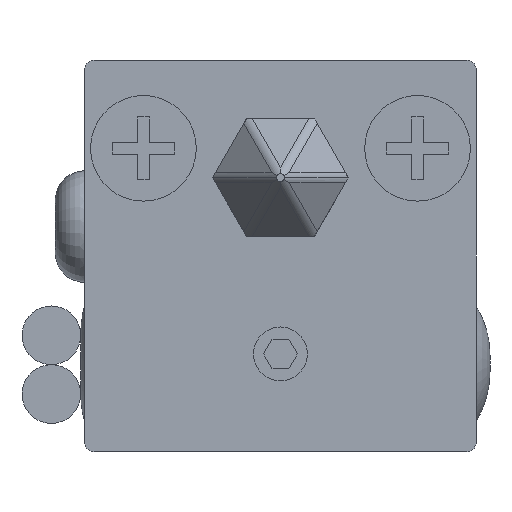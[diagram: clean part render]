
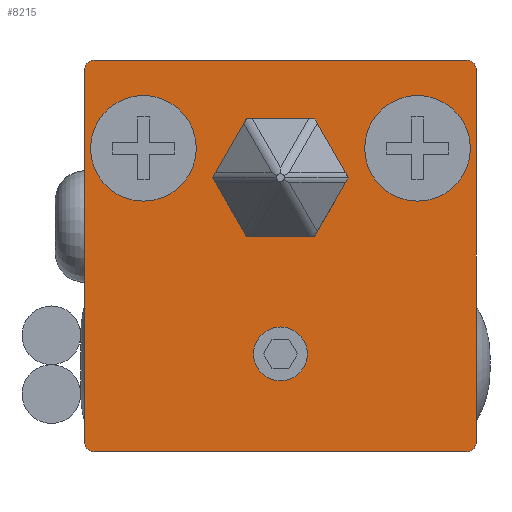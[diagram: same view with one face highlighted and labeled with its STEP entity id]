
A CAD part, front view. The second image highlights one B-rep face of the part: STEP entity #8215.
In plain terms, the highlighted planar face has unit normal (0, -1, 0).
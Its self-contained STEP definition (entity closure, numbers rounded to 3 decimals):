
#36 = DIRECTION ( 'NONE',  ( -1., 0., 0. ) ) ;
#247 = CARTESIAN_POINT ( 'NONE',  ( 7., 0., 5.5 ) ) ;
#278 = DIRECTION ( 'NONE',  ( 0., -1., 0. ) ) ;
#279 = DIRECTION ( 'NONE',  ( 0., 0., -1. ) ) ;
#283 = CARTESIAN_POINT ( 'NONE',  ( -10., 0., -10. ) ) ;
#1151 = CARTESIAN_POINT ( 'NONE',  ( 0., 0., -3.625 ) ) ;
#1184 = CARTESIAN_POINT ( 'NONE',  ( 10., 0., 9.5 ) ) ;
#1198 = CARTESIAN_POINT ( 'NONE',  ( -10., 0., -9.5 ) ) ;
#1202 = CARTESIAN_POINT ( 'NONE',  ( -10., 0., 9.5 ) ) ;
#1226 = CARTESIAN_POINT ( 'NONE',  ( 0., 0., 1. ) ) ;
#1239 = CARTESIAN_POINT ( 'NONE',  ( -7., 0., 8.2 ) ) ;
#1255 = CARTESIAN_POINT ( 'NONE',  ( 10., 0., -9.5 ) ) ;
#1349 = CARTESIAN_POINT ( 'NONE',  ( 7., 0., 2.8 ) ) ;
#1375 = CARTESIAN_POINT ( 'NONE',  ( -7., 0., 2.8 ) ) ;
#1406 = CARTESIAN_POINT ( 'NONE',  ( 9.5, 0., -10. ) ) ;
#1422 = CARTESIAN_POINT ( 'NONE',  ( 0., 0., -6.375 ) ) ;
#1424 = CARTESIAN_POINT ( 'NONE',  ( 7., 0., 8.2 ) ) ;
#1436 = CARTESIAN_POINT ( 'NONE',  ( 0., 0., 7. ) ) ;
#1492 = CARTESIAN_POINT ( 'NONE',  ( -9.5, 0., -10. ) ) ;
#1510 = CARTESIAN_POINT ( 'NONE',  ( 9.5, 0., 10. ) ) ;
#1518 = CARTESIAN_POINT ( 'NONE',  ( -9.5, 0., 10. ) ) ;
#1898 = CIRCLE ( 'NONE', #4389, 2.7 ) ;
#1927 = LINE ( 'NONE', #283, #1934 ) ;
#1934 = VECTOR ( 'NONE', #36, 1000. ) ;
#1973 = CIRCLE ( 'NONE', #4371, 0.5 ) ;
#2053 = CIRCLE ( 'NONE', #4440, 2.7 ) ;
#2068 = CIRCLE ( 'NONE', #4474, 2.7 ) ;
#2123 = EDGE_CURVE ( 'NONE', #8348, #9482, #6178, .T. ) ;
#2142 = EDGE_CURVE ( 'NONE', #8373, #9453, #6246, .T. ) ;
#2166 = EDGE_CURVE ( 'NONE', #9433, #8390, #6397, .T. ) ;
#2370 = EDGE_CURVE ( 'NONE', #9425, #9386, #1898, .T. ) ;
#2382 = EDGE_CURVE ( 'NONE', #9433, #9453, #1927, .T. ) ;
#2413 = EDGE_CURVE ( 'NONE', #9456, #8353, #1973, .T. ) ;
#2447 = EDGE_CURVE ( 'NONE', #8384, #8661, #2053, .T. ) ;
#2474 = EDGE_CURVE ( 'NONE', #9386, #9425, #2068, .T. ) ;
#2491 = EDGE_CURVE ( 'NONE', #8398, #9426, #10454, .T. ) ;
#2521 = EDGE_CURVE ( 'NONE', #9418, #8352, #10188, .T. ) ;
#2526 = EDGE_CURVE ( 'NONE', #8661, #8384, #10181, .T. ) ;
#2609 = CIRCLE ( 'NONE', #4610, 3. ) ;
#2610 = LINE ( 'NONE', #2744, #2618 ) ;
#2618 = VECTOR ( 'NONE', #2747, 1000. ) ;
#2621 = VECTOR ( 'NONE', #8674, 1000. ) ;
#2627 = LINE ( 'NONE', #8690, #2621 ) ;
#2715 = CIRCLE ( 'NONE', #4630, 1.375 ) ;
#2744 = CARTESIAN_POINT ( 'NONE',  ( -10., 0., 10. ) ) ;
#2747 = DIRECTION ( 'NONE',  ( 0., 0., 1. ) ) ;
#2809 = CARTESIAN_POINT ( 'NONE',  ( -9.5, 0., 9.5 ) ) ;
#2811 = DIRECTION ( 'NONE',  ( 0., 0., -1. ) ) ;
#2826 = DIRECTION ( 'NONE',  ( 0., -1., 0. ) ) ;
#2902 = DIRECTION ( 'NONE',  ( 0., -1., 0. ) ) ;
#2904 = DIRECTION ( 'NONE',  ( 0., 0., -1. ) ) ;
#2917 = CARTESIAN_POINT ( 'NONE',  ( -7., 0., 5.5 ) ) ;
#2935 = DIRECTION ( 'NONE',  ( 0., 0., -1. ) ) ;
#2958 = CARTESIAN_POINT ( 'NONE',  ( 7., 0., 5.5 ) ) ;
#2959 = DIRECTION ( 'NONE',  ( 0., -1., 0. ) ) ;
#2990 = DIRECTION ( 'NONE',  ( 0., 1., 0. ) ) ;
#2993 = DIRECTION ( 'NONE',  ( 0., 0., 1. ) ) ;
#3010 = CARTESIAN_POINT ( 'NONE',  ( 0., 0., 4. ) ) ;
#3056 = DIRECTION ( 'NONE',  ( 0., -1., 0. ) ) ;
#3068 = CARTESIAN_POINT ( 'NONE',  ( -7., 0., 5.5 ) ) ;
#3073 = CARTESIAN_POINT ( 'NONE',  ( 0., 0., -5. ) ) ;
#3074 = DIRECTION ( 'NONE',  ( 0., 0., -1. ) ) ;
#3080 = DIRECTION ( 'NONE',  ( 0., 0., -1. ) ) ;
#3084 = DIRECTION ( 'NONE',  ( 0., -1., 0. ) ) ;
#3562 = CARTESIAN_POINT ( 'NONE',  ( -10., 0., 10. ) ) ;
#3568 = DIRECTION ( 'NONE',  ( 1., 0., 0. ) ) ;
#3766 = DIRECTION ( 'NONE',  ( 0., 0., -1. ) ) ;
#3774 = DIRECTION ( 'NONE',  ( 0., -1., 0. ) ) ;
#3795 = CARTESIAN_POINT ( 'NONE',  ( 0., 0., -5. ) ) ;
#3972 = DIRECTION ( 'NONE',  ( 0., 1., 0. ) ) ;
#3986 = DIRECTION ( 'NONE',  ( 0., 0., 1. ) ) ;
#3990 = CARTESIAN_POINT ( 'NONE',  ( 0., 0., 4. ) ) ;
#4071 = VECTOR ( 'NONE', #3568, 1000. ) ;
#4083 = LINE ( 'NONE', #3562, #4071 ) ;
#4140 = EDGE_CURVE ( 'NONE', #9456, #9482, #4083, .T. ) ;
#4211 = EDGE_CURVE ( 'NONE', #8352, #9418, #2715, .T. ) ;
#4267 = EDGE_CURVE ( 'NONE', #9426, #8398, #2609, .T. ) ;
#4276 = EDGE_CURVE ( 'NONE', #8373, #8353, #2610, .T. ) ;
#4282 = EDGE_CURVE ( 'NONE', #8348, #8390, #2627, .T. ) ;
#4319 = AXIS2_PLACEMENT_3D ( 'NONE', #8553, #8554, #8526 ) ;
#4335 = AXIS2_PLACEMENT_3D ( 'NONE', #5561, #5544, #5551 ) ;
#4340 = AXIS2_PLACEMENT_3D ( 'NONE', #8599, #8571, #8563 ) ;
#4371 = AXIS2_PLACEMENT_3D ( 'NONE', #2809, #2826, #2811 ) ;
#4389 = AXIS2_PLACEMENT_3D ( 'NONE', #247, #278, #279 ) ;
#4427 = AXIS2_PLACEMENT_3D ( 'NONE', #3073, #3056, #3074 ) ;
#4436 = AXIS2_PLACEMENT_3D ( 'NONE', #3010, #2990, #2993 ) ;
#4440 = AXIS2_PLACEMENT_3D ( 'NONE', #2917, #2902, #2904 ) ;
#4461 = AXIS2_PLACEMENT_3D ( 'NONE', #3068, #3084, #3080 ) ;
#4474 = AXIS2_PLACEMENT_3D ( 'NONE', #2958, #2959, #2935 ) ;
#4610 = AXIS2_PLACEMENT_3D ( 'NONE', #3990, #3972, #3986 ) ;
#4630 = AXIS2_PLACEMENT_3D ( 'NONE', #3795, #3774, #3766 ) ;
#4989 = AXIS2_PLACEMENT_3D ( 'NONE', #11202, #11203, #11211 ) ;
#5544 = DIRECTION ( 'NONE',  ( 0., -1., 0. ) ) ;
#5551 = DIRECTION ( 'NONE',  ( 0., 0., -1. ) ) ;
#5561 = CARTESIAN_POINT ( 'NONE',  ( 9.5, 0., -9.5 ) ) ;
#5925 = EDGE_LOOP ( 'NONE', ( #6090, #6099, #6144, #6098, #6096, #6213, #6128, #6148 ) ) ;
#5976 = EDGE_LOOP ( 'NONE', ( #6100, #6122 ) ) ;
#5978 = EDGE_LOOP ( 'NONE', ( #6103, #6109 ) ) ;
#5987 = EDGE_LOOP ( 'NONE', ( #6087, #6111 ) ) ;
#5993 = EDGE_LOOP ( 'NONE', ( #6155, #6114 ) ) ;
#6087 = ORIENTED_EDGE ( 'NONE', *, *, #4211, .F. ) ;
#6090 = ORIENTED_EDGE ( 'NONE', *, *, #4140, .F. ) ;
#6096 = ORIENTED_EDGE ( 'NONE', *, *, #2382, .F. ) ;
#6098 = ORIENTED_EDGE ( 'NONE', *, *, #2142, .T. ) ;
#6099 = ORIENTED_EDGE ( 'NONE', *, *, #2413, .T. ) ;
#6100 = ORIENTED_EDGE ( 'NONE', *, *, #2491, .T. ) ;
#6103 = ORIENTED_EDGE ( 'NONE', *, *, #2370, .F. ) ;
#6109 = ORIENTED_EDGE ( 'NONE', *, *, #2474, .F. ) ;
#6111 = ORIENTED_EDGE ( 'NONE', *, *, #2521, .F. ) ;
#6114 = ORIENTED_EDGE ( 'NONE', *, *, #2526, .F. ) ;
#6122 = ORIENTED_EDGE ( 'NONE', *, *, #4267, .T. ) ;
#6128 = ORIENTED_EDGE ( 'NONE', *, *, #4282, .F. ) ;
#6144 = ORIENTED_EDGE ( 'NONE', *, *, #4276, .F. ) ;
#6148 = ORIENTED_EDGE ( 'NONE', *, *, #2123, .T. ) ;
#6155 = ORIENTED_EDGE ( 'NONE', *, *, #2447, .F. ) ;
#6178 = CIRCLE ( 'NONE', #4319, 0.5 ) ;
#6213 = ORIENTED_EDGE ( 'NONE', *, *, #2166, .T. ) ;
#6246 = CIRCLE ( 'NONE', #4340, 0.5 ) ;
#6397 = CIRCLE ( 'NONE', #4335, 0.5 ) ;
#8215 = ADVANCED_FACE ( 'NONE', ( #9727, #9717, #9730, #9718, #9729 ), #11188, .T. ) ;
#8348 = VERTEX_POINT ( 'NONE', #1184 ) ;
#8352 = VERTEX_POINT ( 'NONE', #1151 ) ;
#8353 = VERTEX_POINT ( 'NONE', #1202 ) ;
#8373 = VERTEX_POINT ( 'NONE', #1198 ) ;
#8384 = VERTEX_POINT ( 'NONE', #1239 ) ;
#8390 = VERTEX_POINT ( 'NONE', #1255 ) ;
#8398 = VERTEX_POINT ( 'NONE', #1226 ) ;
#8526 = DIRECTION ( 'NONE',  ( 0., 0., -1. ) ) ;
#8553 = CARTESIAN_POINT ( 'NONE',  ( 9.5, 0., 9.5 ) ) ;
#8554 = DIRECTION ( 'NONE',  ( 0., -1., 0. ) ) ;
#8563 = DIRECTION ( 'NONE',  ( 0., 0., -1. ) ) ;
#8571 = DIRECTION ( 'NONE',  ( 0., -1., 0. ) ) ;
#8599 = CARTESIAN_POINT ( 'NONE',  ( -9.5, 0., -9.5 ) ) ;
#8661 = VERTEX_POINT ( 'NONE', #1375 ) ;
#8674 = DIRECTION ( 'NONE',  ( 0., 0., -1. ) ) ;
#8690 = CARTESIAN_POINT ( 'NONE',  ( 10., 0., 10. ) ) ;
#9386 = VERTEX_POINT ( 'NONE', #1349 ) ;
#9418 = VERTEX_POINT ( 'NONE', #1422 ) ;
#9425 = VERTEX_POINT ( 'NONE', #1424 ) ;
#9426 = VERTEX_POINT ( 'NONE', #1436 ) ;
#9433 = VERTEX_POINT ( 'NONE', #1406 ) ;
#9453 = VERTEX_POINT ( 'NONE', #1492 ) ;
#9456 = VERTEX_POINT ( 'NONE', #1518 ) ;
#9482 = VERTEX_POINT ( 'NONE', #1510 ) ;
#9717 = FACE_OUTER_BOUND ( 'NONE', #5925, .T. ) ;
#9718 = FACE_BOUND ( 'NONE', #5993, .T. ) ;
#9727 = FACE_BOUND ( 'NONE', #5978, .T. ) ;
#9729 = FACE_BOUND ( 'NONE', #5987, .T. ) ;
#9730 = FACE_BOUND ( 'NONE', #5976, .T. ) ;
#10181 = CIRCLE ( 'NONE', #4461, 2.7 ) ;
#10188 = CIRCLE ( 'NONE', #4427, 1.375 ) ;
#10454 = CIRCLE ( 'NONE', #4436, 3. ) ;
#11188 = PLANE ( 'NONE',  #4989 ) ;
#11202 = CARTESIAN_POINT ( 'NONE',  ( 10., 0., -10. ) ) ;
#11203 = DIRECTION ( 'NONE',  ( 0., -1., 0. ) ) ;
#11211 = DIRECTION ( 'NONE',  ( 0., 0., -1. ) ) ;
